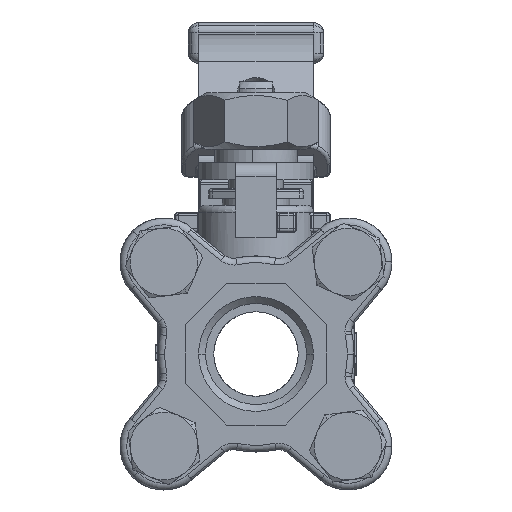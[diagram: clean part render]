
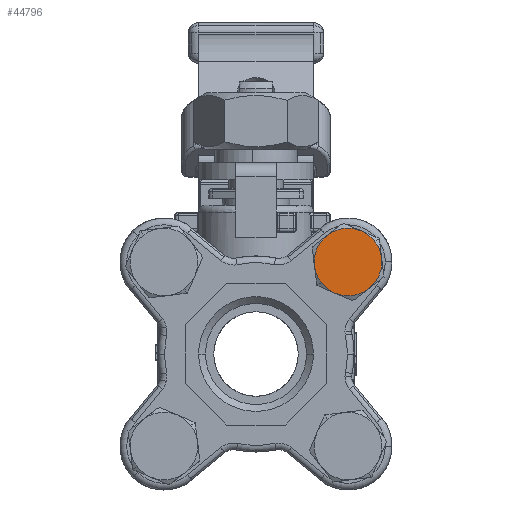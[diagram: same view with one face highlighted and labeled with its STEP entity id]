
A CAD part, left-side view. The second image highlights one B-rep face of the part: STEP entity #44796.
In plain terms, the highlighted planar face has unit normal (-1, 0, 0).
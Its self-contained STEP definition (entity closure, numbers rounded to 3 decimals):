
#44130=CARTESIAN_POINT('',(-21.88,-18.573,14.234));
#44131=VERTEX_POINT('',#44130);
#44140=CARTESIAN_POINT('',(-21.88,-16.631,9.626));
#44141=VERTEX_POINT('',#44140);
#44142=CARTESIAN_POINT('',(-21.88,-13.612,13.612));
#44143=DIRECTION('',(-1.,-0.,0.));
#44144=DIRECTION('',(0.,-0.797,0.604));
#44145=AXIS2_PLACEMENT_3D('',#44142,#44143,#44144);
#44146=CIRCLE('',#44145,5.);
#44147=EDGE_CURVE('',#44141,#44131,#44146,.T.);
#44165=CARTESIAN_POINT('',(-21.88,-11.67,9.004));
#44166=VERTEX_POINT('',#44165);
#44179=CARTESIAN_POINT('',(-21.88,-13.612,13.612));
#44180=DIRECTION('',(-1.,-0.,0.));
#44181=DIRECTION('',(0.,-0.797,0.604));
#44182=AXIS2_PLACEMENT_3D('',#44179,#44180,#44181);
#44183=CIRCLE('',#44182,5.);
#44184=EDGE_CURVE('',#44166,#44141,#44183,.T.);
#44196=CARTESIAN_POINT('',(-21.88,-17.597,16.631));
#44197=VERTEX_POINT('',#44196);
#44204=CARTESIAN_POINT('',(-21.88,-18.573,14.234));
#44205=CARTESIAN_POINT('',(-21.88,-18.546,14.45));
#44206=CARTESIAN_POINT('',(-21.88,-18.504,14.665));
#44207=CARTESIAN_POINT('',(-21.88,-18.449,14.876));
#44208=CARTESIAN_POINT('',(-21.88,-18.394,15.087));
#44209=CARTESIAN_POINT('',(-21.88,-18.325,15.295));
#44210=CARTESIAN_POINT('',(-21.88,-18.243,15.497));
#44211=CARTESIAN_POINT('',(-21.88,-18.161,15.699));
#44212=CARTESIAN_POINT('',(-21.88,-18.065,15.896));
#44213=CARTESIAN_POINT('',(-21.88,-17.957,16.085));
#44214=CARTESIAN_POINT('',(-21.88,-17.849,16.275));
#44215=CARTESIAN_POINT('',(-21.88,-17.729,16.457));
#44216=CARTESIAN_POINT('',(-21.88,-17.597,16.631));
#44217=CARTESIAN_POINT('',(-21.88,-17.465,16.805));
#44218=CARTESIAN_POINT('',(-21.88,-17.322,16.97));
#44219=CARTESIAN_POINT('',(-21.88,-17.169,17.126));
#44220=CARTESIAN_POINT('',(-21.88,-17.016,17.281));
#44221=CARTESIAN_POINT('',(-21.88,-16.852,17.426));
#44222=CARTESIAN_POINT('',(-21.88,-16.68,17.56));
#44223=CARTESIAN_POINT('',(-21.88,-16.508,17.694));
#44224=CARTESIAN_POINT('',(-21.88,-16.327,17.816));
#44225=CARTESIAN_POINT('',(-21.88,-16.138,17.926));
#44226=CARTESIAN_POINT('',(-21.88,-15.95,18.037));
#44227=CARTESIAN_POINT('',(-21.88,-15.755,18.135));
#44228=CARTESIAN_POINT('',(-21.88,-15.554,18.219));
#44229=B_SPLINE_CURVE_WITH_KNOTS('',3,(#44204,#44205,#44206,#44207,#44208,#44209,#44210,#44211,#44212,#44213,#44214,#44215,#44216,#44217,#44218,#44219,#44220,#44221,#44222,#44223,#44224,#44225,#44226,#44227,#44228),.UNSPECIFIED.,.F.,.F.,(4,3,3,3,3,3,3,3,4),(330.,337.5,345.,352.5,360.,367.5,375.,382.5,390.),.UNSPECIFIED.);
#44230=EDGE_CURVE('',#44131,#44197,#44229,.T.);
#44248=CARTESIAN_POINT('',(-21.88,-9.626,10.592));
#44249=VERTEX_POINT('',#44248);
#44256=CARTESIAN_POINT('',(-21.88,-8.651,12.99));
#44257=VERTEX_POINT('',#44256);
#44258=CARTESIAN_POINT('',(-21.88,-8.651,12.99));
#44259=CARTESIAN_POINT('',(-21.88,-8.678,12.773));
#44260=CARTESIAN_POINT('',(-21.88,-8.719,12.559));
#44261=CARTESIAN_POINT('',(-21.88,-8.774,12.347));
#44262=CARTESIAN_POINT('',(-21.88,-8.829,12.136));
#44263=CARTESIAN_POINT('',(-21.88,-8.898,11.929));
#44264=CARTESIAN_POINT('',(-21.88,-8.981,11.727));
#44265=CARTESIAN_POINT('',(-21.88,-9.063,11.525));
#44266=CARTESIAN_POINT('',(-21.88,-9.158,11.328));
#44267=CARTESIAN_POINT('',(-21.88,-9.266,11.138));
#44268=CARTESIAN_POINT('',(-21.88,-9.374,10.949));
#44269=CARTESIAN_POINT('',(-21.88,-9.495,10.766));
#44270=CARTESIAN_POINT('',(-21.88,-9.626,10.592));
#44271=CARTESIAN_POINT('',(-21.88,-9.758,10.419));
#44272=CARTESIAN_POINT('',(-21.88,-9.901,10.253));
#44273=CARTESIAN_POINT('',(-21.88,-10.055,10.098));
#44274=CARTESIAN_POINT('',(-21.88,-10.208,9.943));
#44275=CARTESIAN_POINT('',(-21.88,-10.371,9.798));
#44276=CARTESIAN_POINT('',(-21.88,-10.544,9.664));
#44277=CARTESIAN_POINT('',(-21.88,-10.716,9.53));
#44278=CARTESIAN_POINT('',(-21.88,-10.897,9.407));
#44279=CARTESIAN_POINT('',(-21.88,-11.085,9.297));
#44280=CARTESIAN_POINT('',(-21.88,-11.273,9.187));
#44281=CARTESIAN_POINT('',(-21.88,-11.469,9.089));
#44282=CARTESIAN_POINT('',(-21.88,-11.67,9.004));
#44283=B_SPLINE_CURVE_WITH_KNOTS('',3,(#44258,#44259,#44260,#44261,#44262,#44263,#44264,#44265,#44266,#44267,#44268,#44269,#44270,#44271,#44272,#44273,#44274,#44275,#44276,#44277,#44278,#44279,#44280,#44281,#44282),.UNSPECIFIED.,.F.,.F.,(4,3,3,3,3,3,3,3,4),(150.,157.5,165.,172.5,180.,187.5,195.,202.5,210.),.UNSPECIFIED.);
#44284=EDGE_CURVE('',#44257,#44249,#44283,.T.);
#44300=CARTESIAN_POINT('',(-21.88,-10.592,17.597));
#44301=VERTEX_POINT('',#44300);
#44310=CARTESIAN_POINT('',(-21.88,-15.554,18.219));
#44311=VERTEX_POINT('',#44310);
#44312=CARTESIAN_POINT('',(-21.88,-13.612,13.612));
#44313=DIRECTION('',(-1.,-0.,0.));
#44314=DIRECTION('',(0.,-0.797,0.604));
#44315=AXIS2_PLACEMENT_3D('',#44312,#44313,#44314);
#44316=CIRCLE('',#44315,5.);
#44317=EDGE_CURVE('',#44311,#44301,#44316,.T.);
#44347=CARTESIAN_POINT('',(-21.88,-13.612,13.612));
#44348=DIRECTION('',(-1.,-0.,0.));
#44349=DIRECTION('',(0.,-0.797,0.604));
#44350=AXIS2_PLACEMENT_3D('',#44347,#44348,#44349);
#44351=CIRCLE('',#44350,5.);
#44352=EDGE_CURVE('',#44301,#44257,#44351,.T.);
#44727=CARTESIAN_POINT('',(-21.88,-13.612,13.612));
#44728=DIRECTION('',(1.,0.,-0.));
#44729=DIRECTION('',(0.,0.604,0.797));
#44730=AXIS2_PLACEMENT_3D('',#44727,#44728,#44729);
#44731=PLANE('',#44730);
#44732=ORIENTED_EDGE('',*,*,#44147,.T.);
#44733=ORIENTED_EDGE('',*,*,#44230,.T.);
#44734=CARTESIAN_POINT('',(-21.88,-18.573,14.234));
#44735=CARTESIAN_POINT('',(-21.88,-18.546,14.45));
#44736=CARTESIAN_POINT('',(-21.88,-18.504,14.665));
#44737=CARTESIAN_POINT('',(-21.88,-18.449,14.876));
#44738=CARTESIAN_POINT('',(-21.88,-18.394,15.087));
#44739=CARTESIAN_POINT('',(-21.88,-18.325,15.295));
#44740=CARTESIAN_POINT('',(-21.88,-18.243,15.497));
#44741=CARTESIAN_POINT('',(-21.88,-18.161,15.699));
#44742=CARTESIAN_POINT('',(-21.88,-18.065,15.896));
#44743=CARTESIAN_POINT('',(-21.88,-17.957,16.085));
#44744=CARTESIAN_POINT('',(-21.88,-17.849,16.275));
#44745=CARTESIAN_POINT('',(-21.88,-17.729,16.457));
#44746=CARTESIAN_POINT('',(-21.88,-17.597,16.631));
#44747=CARTESIAN_POINT('',(-21.88,-17.465,16.805));
#44748=CARTESIAN_POINT('',(-21.88,-17.322,16.97));
#44749=CARTESIAN_POINT('',(-21.88,-17.169,17.126));
#44750=CARTESIAN_POINT('',(-21.88,-17.016,17.281));
#44751=CARTESIAN_POINT('',(-21.88,-16.852,17.426));
#44752=CARTESIAN_POINT('',(-21.88,-16.68,17.56));
#44753=CARTESIAN_POINT('',(-21.88,-16.508,17.694));
#44754=CARTESIAN_POINT('',(-21.88,-16.327,17.816));
#44755=CARTESIAN_POINT('',(-21.88,-16.138,17.926));
#44756=CARTESIAN_POINT('',(-21.88,-15.95,18.037));
#44757=CARTESIAN_POINT('',(-21.88,-15.755,18.135));
#44758=CARTESIAN_POINT('',(-21.88,-15.554,18.219));
#44759=B_SPLINE_CURVE_WITH_KNOTS('',3,(#44734,#44735,#44736,#44737,#44738,#44739,#44740,#44741,#44742,#44743,#44744,#44745,#44746,#44747,#44748,#44749,#44750,#44751,#44752,#44753,#44754,#44755,#44756,#44757,#44758),.UNSPECIFIED.,.F.,.F.,(4,3,3,3,3,3,3,3,4),(330.,337.5,345.,352.5,360.,367.5,375.,382.5,390.),.UNSPECIFIED.);
#44760=EDGE_CURVE('',#44197,#44311,#44759,.T.);
#44761=ORIENTED_EDGE('',*,*,#44760,.T.);
#44762=ORIENTED_EDGE('',*,*,#44317,.T.);
#44763=ORIENTED_EDGE('',*,*,#44352,.T.);
#44764=ORIENTED_EDGE('',*,*,#44284,.T.);
#44765=CARTESIAN_POINT('',(-21.88,-8.651,12.99));
#44766=CARTESIAN_POINT('',(-21.88,-8.678,12.773));
#44767=CARTESIAN_POINT('',(-21.88,-8.719,12.559));
#44768=CARTESIAN_POINT('',(-21.88,-8.774,12.347));
#44769=CARTESIAN_POINT('',(-21.88,-8.829,12.136));
#44770=CARTESIAN_POINT('',(-21.88,-8.898,11.929));
#44771=CARTESIAN_POINT('',(-21.88,-8.981,11.727));
#44772=CARTESIAN_POINT('',(-21.88,-9.063,11.525));
#44773=CARTESIAN_POINT('',(-21.88,-9.158,11.328));
#44774=CARTESIAN_POINT('',(-21.88,-9.266,11.138));
#44775=CARTESIAN_POINT('',(-21.88,-9.374,10.949));
#44776=CARTESIAN_POINT('',(-21.88,-9.495,10.766));
#44777=CARTESIAN_POINT('',(-21.88,-9.626,10.592));
#44778=CARTESIAN_POINT('',(-21.88,-9.758,10.419));
#44779=CARTESIAN_POINT('',(-21.88,-9.901,10.253));
#44780=CARTESIAN_POINT('',(-21.88,-10.055,10.098));
#44781=CARTESIAN_POINT('',(-21.88,-10.208,9.943));
#44782=CARTESIAN_POINT('',(-21.88,-10.371,9.798));
#44783=CARTESIAN_POINT('',(-21.88,-10.544,9.664));
#44784=CARTESIAN_POINT('',(-21.88,-10.716,9.53));
#44785=CARTESIAN_POINT('',(-21.88,-10.897,9.407));
#44786=CARTESIAN_POINT('',(-21.88,-11.085,9.297));
#44787=CARTESIAN_POINT('',(-21.88,-11.273,9.187));
#44788=CARTESIAN_POINT('',(-21.88,-11.469,9.089));
#44789=CARTESIAN_POINT('',(-21.88,-11.67,9.004));
#44790=B_SPLINE_CURVE_WITH_KNOTS('',3,(#44765,#44766,#44767,#44768,#44769,#44770,#44771,#44772,#44773,#44774,#44775,#44776,#44777,#44778,#44779,#44780,#44781,#44782,#44783,#44784,#44785,#44786,#44787,#44788,#44789),.UNSPECIFIED.,.F.,.F.,(4,3,3,3,3,3,3,3,4),(150.,157.5,165.,172.5,180.,187.5,195.,202.5,210.),.UNSPECIFIED.);
#44791=EDGE_CURVE('',#44249,#44166,#44790,.T.);
#44792=ORIENTED_EDGE('',*,*,#44791,.T.);
#44793=ORIENTED_EDGE('',*,*,#44184,.T.);
#44794=EDGE_LOOP('',(#44732,#44733,#44761,#44762,#44763,#44764,#44792,#44793));
#44795=FACE_BOUND('',#44794,.T.);
#44796=ADVANCED_FACE('',(#44795),#44731,.F.);
